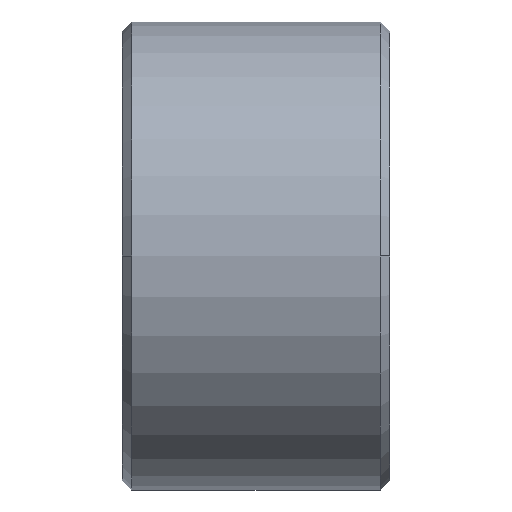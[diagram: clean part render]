
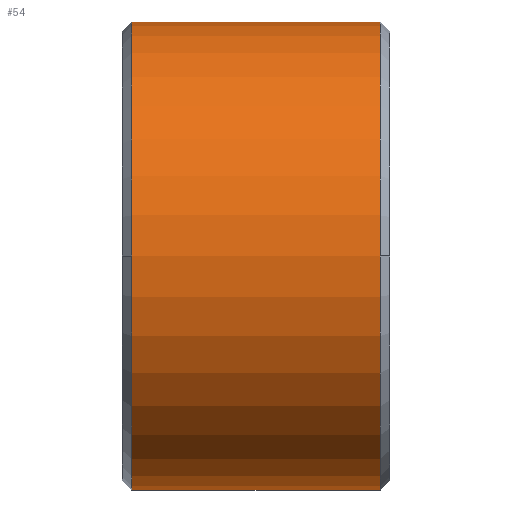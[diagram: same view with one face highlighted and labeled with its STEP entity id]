
A CAD part, front view. The second image highlights one B-rep face of the part: STEP entity #54.
In plain terms, the highlighted cylindrical face has radius 17.5 mm (diameter 35 mm), a partial arc.
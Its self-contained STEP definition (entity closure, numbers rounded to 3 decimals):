
#54=ADVANCED_FACE('',(#107),#108,.T.);
#107=FACE_OUTER_BOUND('',#158,.T.);
#108=CYLINDRICAL_SURFACE('',#159,17.5);
#158=EDGE_LOOP('',(#247,#248,#249,#250,#251,#252));
#159=AXIS2_PLACEMENT_3D('',#253,#254,#255);
#247=ORIENTED_EDGE('',*,*,#304,.T.);
#248=ORIENTED_EDGE('',*,*,#322,.T.);
#249=ORIENTED_EDGE('',*,*,#327,.T.);
#250=ORIENTED_EDGE('',*,*,#307,.T.);
#251=ORIENTED_EDGE('',*,*,#332,.T.);
#252=ORIENTED_EDGE('',*,*,#333,.T.);
#253=CARTESIAN_POINT('',(10.0,0.0,0.0));
#254=DIRECTION('',(1.0,0.0,0.0));
#255=DIRECTION('',(0.0,0.0,-1.0));
#304=EDGE_CURVE('',#354,#355,#356,.T.);
#307=EDGE_CURVE('',#361,#359,#362,.T.);
#322=EDGE_CURVE('',#355,#383,#385,.T.);
#327=EDGE_CURVE('',#383,#361,#390,.T.);
#332=EDGE_CURVE('',#359,#395,#396,.T.);
#333=EDGE_CURVE('',#395,#354,#397,.T.);
#354=VERTEX_POINT('',#422);
#355=VERTEX_POINT('',#423);
#356=LINE('',#424,#425);
#359=VERTEX_POINT('',#428);
#361=VERTEX_POINT('',#430);
#362=LINE('',#431,#432);
#383=VERTEX_POINT('',#458);
#385=CIRCLE('',#461,17.5);
#390=CIRCLE('',#466,17.5);
#395=VERTEX_POINT('',#471);
#396=CIRCLE('',#472,17.5);
#397=CIRCLE('',#473,17.5);
#422=CARTESIAN_POINT('',(0.7,0.,-17.5));
#423=CARTESIAN_POINT('',(19.3,0.,-17.5));
#424=CARTESIAN_POINT('',(10.0,0.,-17.5));
#425=VECTOR('',#496,1.0);
#428=CARTESIAN_POINT('',(0.7,0.,17.5));
#430=CARTESIAN_POINT('',(19.3,0.,17.5));
#431=CARTESIAN_POINT('',(10.0,0.,17.5));
#432=VECTOR('',#503,1.0);
#458=CARTESIAN_POINT('',(19.3,-17.5,0.));
#461=AXIS2_PLACEMENT_3D('',#525,#526,#527);
#466=AXIS2_PLACEMENT_3D('',#534,#535,#536);
#471=CARTESIAN_POINT('',(0.7,-17.5,0.));
#472=AXIS2_PLACEMENT_3D('',#543,#544,#545);
#473=AXIS2_PLACEMENT_3D('',#546,#547,#548);
#496=DIRECTION('',(1.0,0.0,0.0));
#503=DIRECTION('',(-1.0,-0.0,-0.0));
#525=CARTESIAN_POINT('',(19.3,0.0,0.0));
#526=DIRECTION('',(-1.0,0.0,0.));
#527=DIRECTION('',(0.,0.0,-1.0));
#534=CARTESIAN_POINT('',(19.3,0.0,0.0));
#535=DIRECTION('',(-1.0,0.0,0.));
#536=DIRECTION('',(0.,0.0,-1.0));
#543=CARTESIAN_POINT('',(0.7,0.0,0.0));
#544=DIRECTION('',(1.0,0.0,0.));
#545=DIRECTION('',(0.,0.0,-1.0));
#546=CARTESIAN_POINT('',(0.7,0.0,0.0));
#547=DIRECTION('',(1.0,0.0,0.));
#548=DIRECTION('',(0.,0.0,-1.0));
